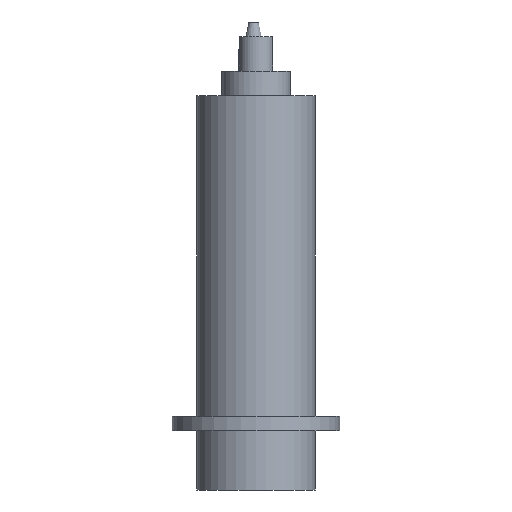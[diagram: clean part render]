
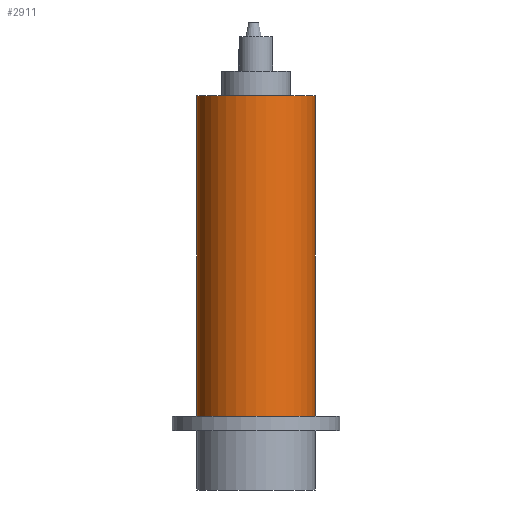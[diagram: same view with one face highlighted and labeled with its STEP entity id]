
A CAD part, left-side view. The second image highlights one B-rep face of the part: STEP entity #2911.
In plain terms, the highlighted cylindrical face has radius 12 mm (diameter 24 mm), a full revolution.
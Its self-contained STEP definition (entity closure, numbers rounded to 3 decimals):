
#2878 = EDGE_CURVE('',#2879,#2879,#2881,.T.);
#2879 = VERTEX_POINT('',#2880);
#2880 = CARTESIAN_POINT('',(85.66,148.,60.));
#2881 = SURFACE_CURVE('',#2882,(#2887,#2899),.PCURVE_S1.);
#2882 = CIRCLE('',#2883,12.);
#2883 = AXIS2_PLACEMENT_3D('',#2884,#2885,#2886);
#2884 = CARTESIAN_POINT('',(73.66,148.,60.));
#2885 = DIRECTION('',(0.,0.,1.));
#2886 = DIRECTION('',(1.,0.,0.));
#2887 = PCURVE('',#2888,#2893);
#2888 = PLANE('',#2889);
#2889 = AXIS2_PLACEMENT_3D('',#2890,#2891,#2892);
#2890 = CARTESIAN_POINT('',(73.66,148.,60.));
#2891 = DIRECTION('',(0.,0.,1.));
#2892 = DIRECTION('',(1.,0.,0.));
#2893 = DEFINITIONAL_REPRESENTATION('',(#2894),#2898);
#2894 = CIRCLE('',#2895,12.);
#2895 = AXIS2_PLACEMENT_2D('',#2896,#2897);
#2896 = CARTESIAN_POINT('',(0.,0.));
#2897 = DIRECTION('',(1.,0.));
#2898 = ( GEOMETRIC_REPRESENTATION_CONTEXT(2) 
PARAMETRIC_REPRESENTATION_CONTEXT() REPRESENTATION_CONTEXT('2D SPACE',''
  ) );
#2899 = PCURVE('',#2900,#2905);
#2900 = CYLINDRICAL_SURFACE('',#2901,12.);
#2901 = AXIS2_PLACEMENT_3D('',#2902,#2903,#2904);
#2902 = CARTESIAN_POINT('',(73.66,148.,-20.));
#2903 = DIRECTION('',(0.,0.,1.));
#2904 = DIRECTION('',(1.,0.,0.));
#2905 = DEFINITIONAL_REPRESENTATION('',(#2906),#2910);
#2906 = LINE('',#2907,#2908);
#2907 = CARTESIAN_POINT('',(0.,80.));
#2908 = VECTOR('',#2909,1.);
#2909 = DIRECTION('',(1.,0.));
#2910 = ( GEOMETRIC_REPRESENTATION_CONTEXT(2) 
PARAMETRIC_REPRESENTATION_CONTEXT() REPRESENTATION_CONTEXT('2D SPACE',''
  ) );
#2911 = ADVANCED_FACE('',(#2912),#2900,.T.);
#2912 = FACE_BOUND('',#2913,.T.);
#2913 = EDGE_LOOP('',(#2914,#2937,#2938,#2939));
#2914 = ORIENTED_EDGE('',*,*,#2915,.T.);
#2915 = EDGE_CURVE('',#2916,#2879,#2918,.T.);
#2916 = VERTEX_POINT('',#2917);
#2917 = CARTESIAN_POINT('',(85.66,148.,-5.));
#2918 = SEAM_CURVE('',#2919,(#2923,#2930),.PCURVE_S1.);
#2919 = LINE('',#2920,#2921);
#2920 = CARTESIAN_POINT('',(85.66,148.,-20.));
#2921 = VECTOR('',#2922,1.);
#2922 = DIRECTION('',(0.,0.,1.));
#2923 = PCURVE('',#2900,#2924);
#2924 = DEFINITIONAL_REPRESENTATION('',(#2925),#2929);
#2925 = LINE('',#2926,#2927);
#2926 = CARTESIAN_POINT('',(6.283,-0.));
#2927 = VECTOR('',#2928,1.);
#2928 = DIRECTION('',(0.,1.));
#2929 = ( GEOMETRIC_REPRESENTATION_CONTEXT(2) 
PARAMETRIC_REPRESENTATION_CONTEXT() REPRESENTATION_CONTEXT('2D SPACE',''
  ) );
#2930 = PCURVE('',#2900,#2931);
#2931 = DEFINITIONAL_REPRESENTATION('',(#2932),#2936);
#2932 = LINE('',#2933,#2934);
#2933 = CARTESIAN_POINT('',(0.,-0.));
#2934 = VECTOR('',#2935,1.);
#2935 = DIRECTION('',(0.,1.));
#2936 = ( GEOMETRIC_REPRESENTATION_CONTEXT(2) 
PARAMETRIC_REPRESENTATION_CONTEXT() REPRESENTATION_CONTEXT('2D SPACE',''
  ) );
#2937 = ORIENTED_EDGE('',*,*,#2878,.F.);
#2938 = ORIENTED_EDGE('',*,*,#2915,.F.);
#2939 = ORIENTED_EDGE('',*,*,#2940,.T.);
#2940 = EDGE_CURVE('',#2916,#2916,#2941,.T.);
#2941 = SURFACE_CURVE('',#2942,(#2947,#2954),.PCURVE_S1.);
#2942 = CIRCLE('',#2943,12.);
#2943 = AXIS2_PLACEMENT_3D('',#2944,#2945,#2946);
#2944 = CARTESIAN_POINT('',(73.66,148.,-5.));
#2945 = DIRECTION('',(0.,0.,1.));
#2946 = DIRECTION('',(1.,0.,-0.));
#2947 = PCURVE('',#2900,#2948);
#2948 = DEFINITIONAL_REPRESENTATION('',(#2949),#2953);
#2949 = LINE('',#2950,#2951);
#2950 = CARTESIAN_POINT('',(0.,15.));
#2951 = VECTOR('',#2952,1.);
#2952 = DIRECTION('',(1.,0.));
#2953 = ( GEOMETRIC_REPRESENTATION_CONTEXT(2) 
PARAMETRIC_REPRESENTATION_CONTEXT() REPRESENTATION_CONTEXT('2D SPACE',''
  ) );
#2954 = PCURVE('',#2955,#2960);
#2955 = PLANE('',#2956);
#2956 = AXIS2_PLACEMENT_3D('',#2957,#2958,#2959);
#2957 = CARTESIAN_POINT('',(73.66,148.,-5.));
#2958 = DIRECTION('',(0.,0.,1.));
#2959 = DIRECTION('',(1.,0.,0.));
#2960 = DEFINITIONAL_REPRESENTATION('',(#2961),#2965);
#2961 = CIRCLE('',#2962,12.);
#2962 = AXIS2_PLACEMENT_2D('',#2963,#2964);
#2963 = CARTESIAN_POINT('',(0.,0.));
#2964 = DIRECTION('',(1.,0.));
#2965 = ( GEOMETRIC_REPRESENTATION_CONTEXT(2) 
PARAMETRIC_REPRESENTATION_CONTEXT() REPRESENTATION_CONTEXT('2D SPACE',''
  ) );
